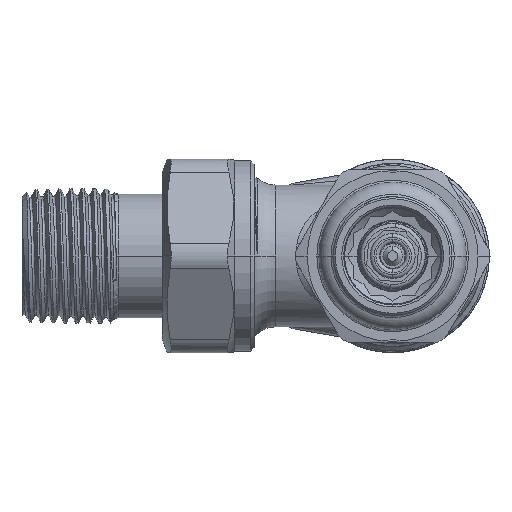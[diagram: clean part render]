
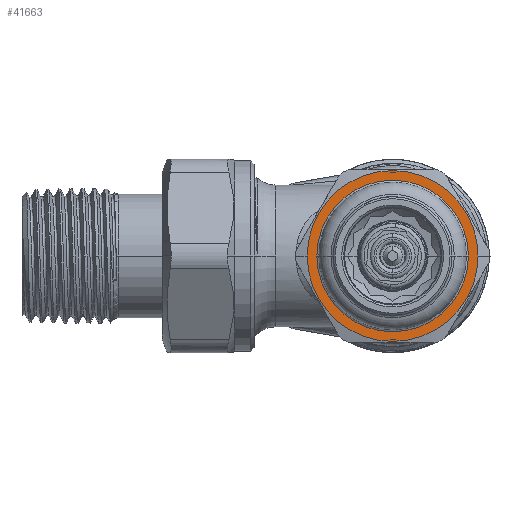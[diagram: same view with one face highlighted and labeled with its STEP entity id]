
A CAD part, front view. The second image highlights one B-rep face of the part: STEP entity #41663.
In plain terms, the highlighted planar face has unit normal (0, -1, 0).
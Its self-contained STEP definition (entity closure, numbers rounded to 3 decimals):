
#8264=CARTESIAN_POINT('',(0.,-27.,0.));
#8265=DIRECTION('',(0.,-1.,0.));
#8266=DIRECTION('',(-1.,0.,0.));
#8267=AXIS2_PLACEMENT_3D('',#8264,#8265,#8266);
#8437=CARTESIAN_POINT('',(0.,-27.,0.));
#8438=DIRECTION('',(0.,1.,0.));
#8439=DIRECTION('',(-1.,0.,0.));
#8440=AXIS2_PLACEMENT_3D('',#8437,#8438,#8439);
#10139=CARTESIAN_POINT('',(0.,-27.,0.));
#10140=DIRECTION('',(0.,1.,0.));
#10141=DIRECTION('',(1.,0.,0.));
#10142=AXIS2_PLACEMENT_3D('',#10139,#10140,#10141);
#10144=CARTESIAN_POINT('',(0.,-27.,0.));
#10145=DIRECTION('',(0.,1.,0.));
#10146=DIRECTION('',(-1.,0.,0.));
#10147=AXIS2_PLACEMENT_3D('',#10144,#10145,#10146);
#28842=CARTESIAN_POINT('',(-13.25,-27.,0.));
#28843=CARTESIAN_POINT('',(13.25,-27.,0.));
#28844=VERTEX_POINT('',#28842);
#28845=VERTEX_POINT('',#28843);
#30980=CARTESIAN_POINT('',(11.75,-27.,0.));
#30981=CARTESIAN_POINT('',(-11.75,-27.,0.));
#30982=VERTEX_POINT('',#30980);
#30983=VERTEX_POINT('',#30981);
#41648=CARTESIAN_POINT('',(0.,-27.,0.));
#41649=DIRECTION('',(0.,-1.,0.));
#41650=DIRECTION('',(-1.,0.,0.));
#41651=AXIS2_PLACEMENT_3D('',#41648,#41649,#41650);
#41652=PLANE('',#41651);
#41653=ORIENTED_EDGE('',*,*,#39038,.T.);
#41654=ORIENTED_EDGE('',*,*,#38974,.F.);
#41655=EDGE_LOOP('',(#41653,#41654));
#41656=FACE_OUTER_BOUND('',#41655,.F.);
#41658=ORIENTED_EDGE('',*,*,#41657,.F.);
#41660=ORIENTED_EDGE('',*,*,#41659,.F.);
#41661=EDGE_LOOP('',(#41658,#41660));
#41662=FACE_BOUND('',#41661,.F.);
#41663=ADVANCED_FACE('',(#41656,#41662),#41652,.T.);
#8268=CIRCLE('',#8267,13.25);
#8441=CIRCLE('',#8440,13.25);
#10143=CIRCLE('',#10142,11.75);
#10148=CIRCLE('',#10147,11.75);
#38974=EDGE_CURVE('',#28844,#28845,#8268,.T.);
#39038=EDGE_CURVE('',#28844,#28845,#8441,.T.);
#41657=EDGE_CURVE('',#30982,#30983,#10143,.T.);
#41659=EDGE_CURVE('',#30983,#30982,#10148,.T.);
